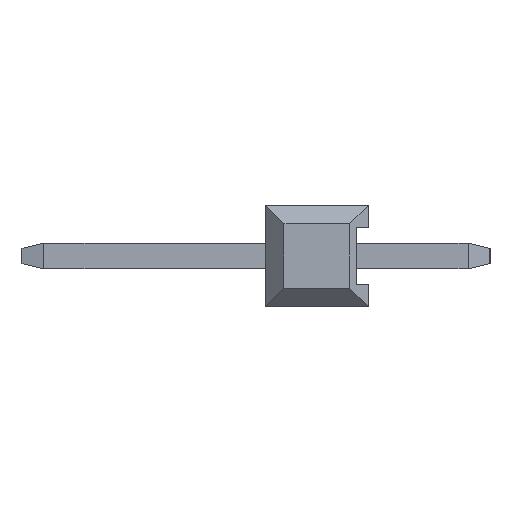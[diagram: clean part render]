
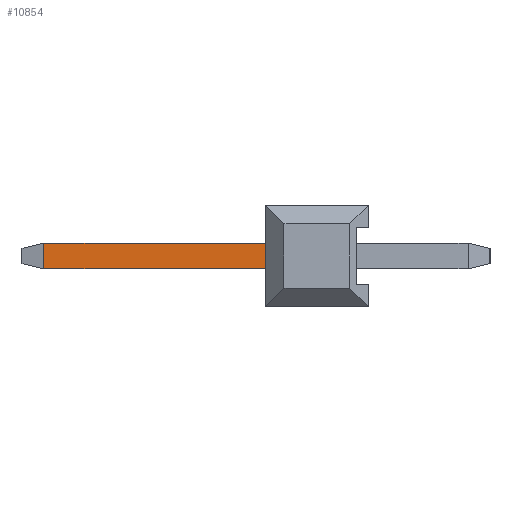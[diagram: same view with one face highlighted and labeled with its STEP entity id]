
A CAD part, left-side view. The second image highlights one B-rep face of the part: STEP entity #10854.
In plain terms, the highlighted planar face has unit normal (-1, 0, 0).
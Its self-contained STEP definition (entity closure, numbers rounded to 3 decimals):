
#4399 = CARTESIAN_POINT ( 'NONE',  ( -0.32, 7.999, -0.32 ) ) ;
#5647 = PLANE ( 'NONE',  #15264 ) ;
#5649 = CARTESIAN_POINT ( 'NONE',  ( -0.32, 8.54, 0.32 ) ) ;
#5651 = DIRECTION ( 'NONE',  ( -1., 0., 0. ) ) ;
#5653 = DIRECTION ( 'NONE',  ( 0., 0., 1. ) ) ;
#9507 = CARTESIAN_POINT ( 'NONE',  ( -0.32, 2.54, -0.32 ) ) ;
#9700 = CARTESIAN_POINT ( 'NONE',  ( -0.32, 2.54, 0.32 ) ) ;
#9769 = CARTESIAN_POINT ( 'NONE',  ( -0.32, 7.999, 0.32 ) ) ;
#10854 = ADVANCED_FACE ( 'NONE', ( #29691 ), #5647, .T. ) ;
#15055 = VECTOR ( 'NONE', #31057, 1000. ) ;
#15104 = VECTOR ( 'NONE', #31201, 1000. ) ;
#15106 = VECTOR ( 'NONE', #31207, 1000. ) ;
#15107 = VECTOR ( 'NONE', #31210, 1000. ) ;
#15264 = AXIS2_PLACEMENT_3D ( 'NONE', #5649, #5651, #5653 ) ;
#16054 = VERTEX_POINT ( 'NONE', #9507 ) ;
#17070 = VERTEX_POINT ( 'NONE', #9700 ) ;
#17116 = VERTEX_POINT ( 'NONE', #9769 ) ;
#17451 = VERTEX_POINT ( 'NONE', #4399 ) ;
#17635 = EDGE_LOOP ( 'NONE', ( #20587, #20639, #20677, #20692 ) ) ;
#20587 = ORIENTED_EDGE ( 'NONE', *, *, #27783, .F. ) ;
#20639 = ORIENTED_EDGE ( 'NONE', *, *, #27782, .T. ) ;
#20677 = ORIENTED_EDGE ( 'NONE', *, *, #27780, .T. ) ;
#20692 = ORIENTED_EDGE ( 'NONE', *, *, #27732, .T. ) ;
#27732 = EDGE_CURVE ( 'NONE', #16054, #17070, #31055, .T. ) ;
#27780 = EDGE_CURVE ( 'NONE', #17451, #16054, #31199, .T. ) ;
#27782 = EDGE_CURVE ( 'NONE', #17116, #17451, #31205, .T. ) ;
#27783 = EDGE_CURVE ( 'NONE', #17116, #17070, #31208, .T. ) ;
#29691 = FACE_OUTER_BOUND ( 'NONE', #17635, .T. ) ;
#31055 = LINE ( 'NONE', #31056, #15055 ) ;
#31056 = CARTESIAN_POINT ( 'NONE',  ( -0.32, 2.54, -0.32 ) ) ;
#31057 = DIRECTION ( 'NONE',  ( 0., 0., 1. ) ) ;
#31199 = LINE ( 'NONE', #31200, #15104 ) ;
#31200 = CARTESIAN_POINT ( 'NONE',  ( -0.32, 8.54, -0.32 ) ) ;
#31201 = DIRECTION ( 'NONE',  ( 0., -1., 0. ) ) ;
#31205 = LINE ( 'NONE', #31206, #15106 ) ;
#31206 = CARTESIAN_POINT ( 'NONE',  ( -0.32, 7.999, 0.32 ) ) ;
#31207 = DIRECTION ( 'NONE',  ( 0., 0., -1. ) ) ;
#31208 = LINE ( 'NONE', #31209, #15107 ) ;
#31209 = CARTESIAN_POINT ( 'NONE',  ( -0.32, 8.54, 0.32 ) ) ;
#31210 = DIRECTION ( 'NONE',  ( 0., -1., 0. ) ) ;
